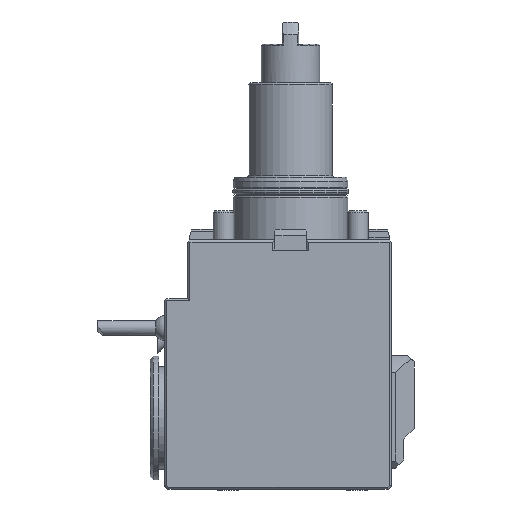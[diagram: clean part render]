
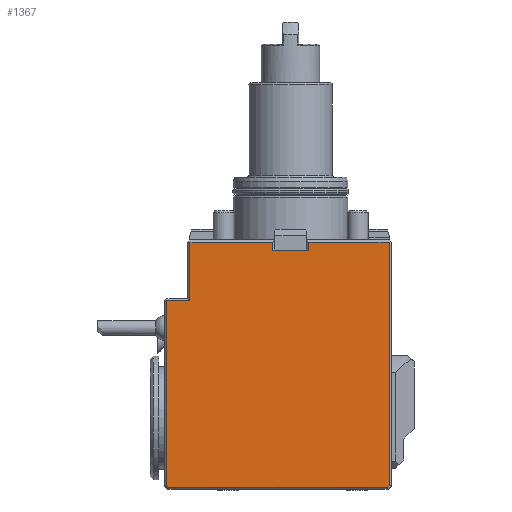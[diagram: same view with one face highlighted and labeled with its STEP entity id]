
A CAD part, front view. The second image highlights one B-rep face of the part: STEP entity #1367.
In plain terms, the highlighted planar face has unit normal (0, -1, 0).
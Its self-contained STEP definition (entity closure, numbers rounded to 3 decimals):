
#262=LINE('',#6836,#681);
#267=LINE('',#6846,#686);
#268=LINE('',#6848,#687);
#271=LINE('',#6854,#690);
#273=LINE('',#6858,#692);
#276=LINE('',#6864,#695);
#306=LINE('',#6925,#725);
#413=LINE('',#7167,#832);
#429=LINE('',#7198,#848);
#430=LINE('',#7200,#849);
#431=LINE('',#7202,#850);
#432=LINE('',#7204,#851);
#681=VECTOR('',#5354,1.);
#686=VECTOR('',#5361,1.);
#687=VECTOR('',#5364,1.);
#690=VECTOR('',#5369,1.);
#692=VECTOR('',#5373,1.);
#695=VECTOR('',#5378,1.);
#725=VECTOR('',#5430,1.);
#832=VECTOR('',#5631,1.);
#848=VECTOR('',#5655,1.);
#849=VECTOR('',#5658,1.);
#850=VECTOR('',#5659,1.);
#851=VECTOR('',#5660,1.);
#1367=ADVANCED_FACE('',(#1720),#1551,.T.);
#1551=PLANE('',#4621);
#1720=FACE_OUTER_BOUND('',#2041,.T.);
#2041=EDGE_LOOP('',(#2992,#2993,#2994,#2995,#2996,#2997,#2998,#2999,#3000,
#3001,#3002,#3003));
#2992=ORIENTED_EDGE('',*,*,#3977,.T.);
#2993=ORIENTED_EDGE('',*,*,#3947,.T.);
#2994=ORIENTED_EDGE('',*,*,#3944,.T.);
#2995=ORIENTED_EDGE('',*,*,#3942,.T.);
#2996=ORIENTED_EDGE('',*,*,#3939,.T.);
#2997=ORIENTED_EDGE('',*,*,#3938,.T.);
#2998=ORIENTED_EDGE('',*,*,#3933,.T.);
#2999=ORIENTED_EDGE('',*,*,#4094,.T.);
#3000=ORIENTED_EDGE('',*,*,#4110,.T.);
#3001=ORIENTED_EDGE('',*,*,#4111,.F.);
#3002=ORIENTED_EDGE('',*,*,#4112,.T.);
#3003=ORIENTED_EDGE('',*,*,#4113,.T.);
#3477=VERTEX_POINT('',#6837);
#3478=VERTEX_POINT('',#6838);
#3480=VERTEX_POINT('',#6845);
#3481=VERTEX_POINT('',#6849);
#3482=VERTEX_POINT('',#6853);
#3483=VERTEX_POINT('',#6857);
#3484=VERTEX_POINT('',#6861);
#3506=VERTEX_POINT('',#6926);
#3569=VERTEX_POINT('',#7166);
#3580=VERTEX_POINT('',#7197);
#3581=VERTEX_POINT('',#7201);
#3582=VERTEX_POINT('',#7203);
#3933=EDGE_CURVE('',#3477,#3478,#262,.T.);
#3938=EDGE_CURVE('',#3480,#3477,#267,.T.);
#3939=EDGE_CURVE('',#3481,#3480,#268,.T.);
#3942=EDGE_CURVE('',#3482,#3481,#271,.T.);
#3944=EDGE_CURVE('',#3483,#3482,#273,.T.);
#3947=EDGE_CURVE('',#3484,#3483,#276,.T.);
#3977=EDGE_CURVE('',#3506,#3484,#306,.T.);
#4094=EDGE_CURVE('',#3478,#3569,#413,.T.);
#4110=EDGE_CURVE('',#3569,#3580,#429,.T.);
#4111=EDGE_CURVE('',#3581,#3580,#430,.T.);
#4112=EDGE_CURVE('',#3581,#3582,#431,.T.);
#4113=EDGE_CURVE('',#3582,#3506,#432,.T.);
#4621=AXIS2_PLACEMENT_3D('',#7205,#5661,#5662);
#5354=DIRECTION('',(0.,0.,1.));
#5361=DIRECTION('',(0.707,0.,0.707));
#5364=DIRECTION('',(1.,0.,0.));
#5369=DIRECTION('',(0.707,0.,-0.707));
#5373=DIRECTION('',(0.,0.,-1.));
#5378=DIRECTION('',(-1.,0.,0.));
#5430=DIRECTION('',(0.,0.,-1.));
#5631=DIRECTION('',(-1.,0.,0.));
#5655=DIRECTION('',(0.,0.,-1.));
#5658=DIRECTION('',(1.,0.,0.));
#5659=DIRECTION('',(0.,0.,1.));
#5660=DIRECTION('',(-1.,0.,0.));
#5661=DIRECTION('',(0.,-1.,0.));
#5662=DIRECTION('',(-1.,0.,0.));
#6836=CARTESIAN_POINT('',(47.,-42.5,0.));
#6837=CARTESIAN_POINT('',(47.,-42.5,-117.086));
#6838=CARTESIAN_POINT('',(47.,-42.5,-1.));
#6845=CARTESIAN_POINT('',(46.086,-42.5,-118.));
#6846=CARTESIAN_POINT('',(-7.457,-42.5,-171.543));
#6848=CARTESIAN_POINT('',(46.5,-42.5,-118.));
#6849=CARTESIAN_POINT('',(-58.086,-42.5,-118.));
#6853=CARTESIAN_POINT('',(-59.,-42.5,-117.086));
#6854=CARTESIAN_POINT('',(-58.543,-42.5,-117.543));
#6857=CARTESIAN_POINT('',(-59.,-42.5,-29.));
#6858=CARTESIAN_POINT('',(-59.,-42.5,-117.5));
#6861=CARTESIAN_POINT('',(-48.,-42.5,-29.));
#6864=CARTESIAN_POINT('',(-59.,-42.5,-29.));
#6925=CARTESIAN_POINT('',(-48.,-42.5,-28.));
#6926=CARTESIAN_POINT('',(-48.,-42.5,-1.));
#7166=CARTESIAN_POINT('',(8.483,-42.5,-1.));
#7167=CARTESIAN_POINT('',(-60.,-42.5,-1.));
#7197=CARTESIAN_POINT('',(8.483,-42.5,-5.));
#7198=CARTESIAN_POINT('',(8.483,-42.5,-5.));
#7200=CARTESIAN_POINT('',(-7.483,-42.5,-5.));
#7201=CARTESIAN_POINT('',(-8.483,-42.5,-5.));
#7202=CARTESIAN_POINT('',(-8.483,-42.5,-1.));
#7203=CARTESIAN_POINT('',(-8.483,-42.5,-1.));
#7204=CARTESIAN_POINT('',(-60.,-42.5,-1.));
#7205=CARTESIAN_POINT('',(-60.,-42.5,-119.));
